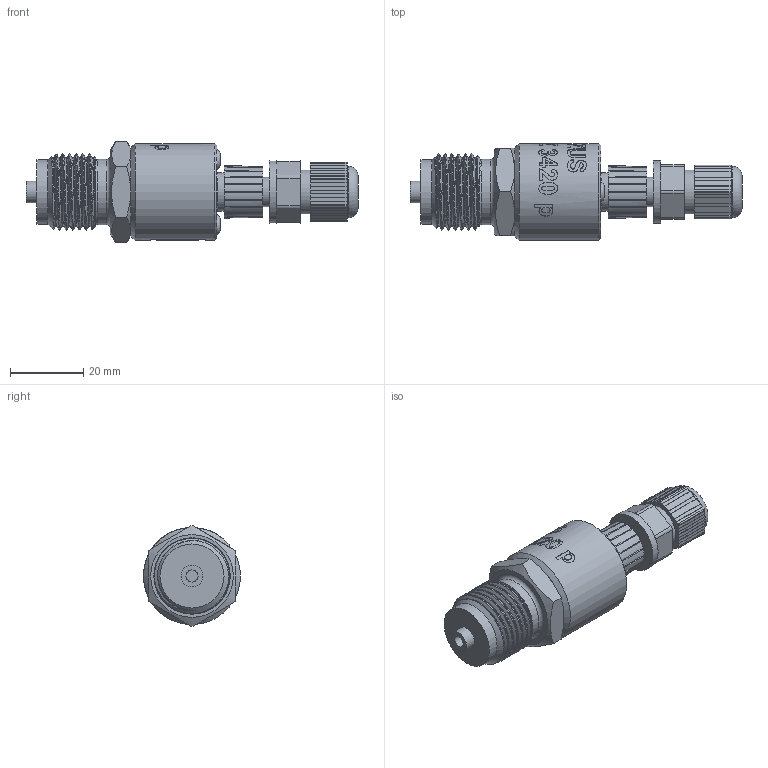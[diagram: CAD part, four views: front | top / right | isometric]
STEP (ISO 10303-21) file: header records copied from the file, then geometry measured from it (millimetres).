
FILE_DESCRIPTION(/* description */ (''),/* implementation_level */ '2;1');
FILE_NAME(/* name */ 'ASZ3420p_2_M12x1-straigh.step',/* time_stamp */ '2021-07-19T16:43:57+03:00',/* author */ (''),/* organization */ (''),/* preprocessor_version */ 'ST-DEVELOPER v18.1',/* originating_system */ 'Autodesk Translation Framework v10.9.0.1377',/* authorisation */ '');
FILE_SCHEMA (('AUTOMOTIVE_DESIGN { 1 0 10303 214 3 1 1 }'));
Length unit declared in the file: millimetre
Products named in the file (4): АСЗ 3420(3410) p - filled; G1/2 EN; РП30-27.100.000.060 v9; M12x1 female straight v9
Assembly tree (3 placements, depth 2):
  АСЗ 3420(3410) p - filled
    G1/2 EN
    РП30-27.100.000.060 v9
    M12x1 female straight v9
Bounding box: 90.74 x 26.5 x 27.71 mm (x, y, z)
Volume: 26312.2 mm3; surface area: 10187.3 mm2
Topology: 3 solids, 6 shells, 724 faces, 1959 edges, 1297 vertices
Faces by surface type: bspline 365, plane 235, cylinder 83, cone 32, torus 9
Full cylindrical faces by diameter (mm): 1 x8, 3.3 x1, 4.34 x2, 5.4 x2, 6 x1, 7.3 x1, 8 x3, 8.2 x1, 10.293 x1, 10.6 x2, 10.741 x5, 11.884 x4, 12 x1, 14 x1, 17 x1, 17.5 x1, 17.8 x1, 18.631 x6, 26.5 x1
Entity records: 33295 total; most frequent: CARTESIAN_POINT 17405, ORIENTED_EDGE 3918, DIRECTION 2142, EDGE_CURVE 1959, VERTEX_POINT 1297, LINE 916, VECTOR 916, B_SPLINE_CURVE_WITH_KNOTS 782
